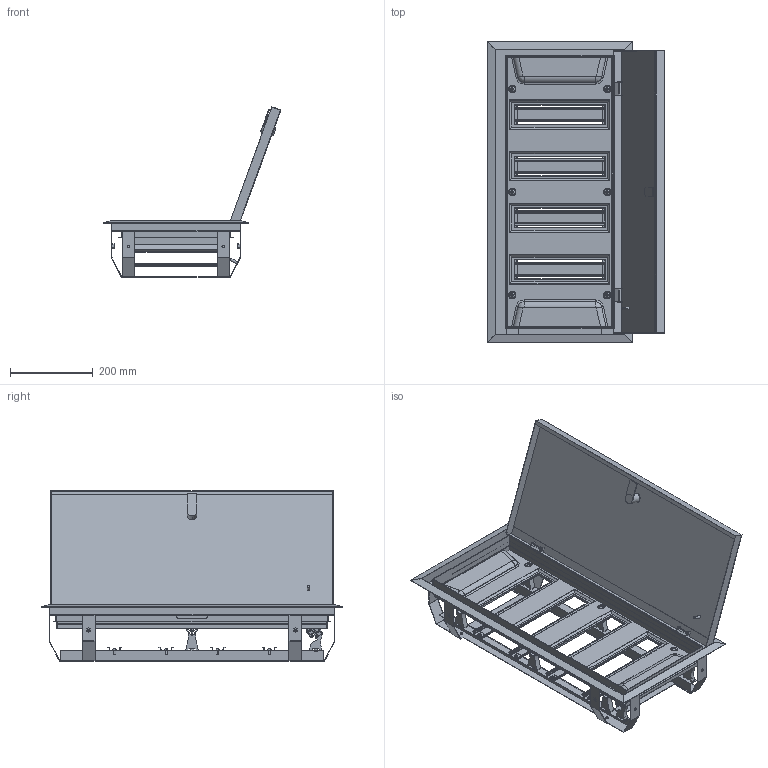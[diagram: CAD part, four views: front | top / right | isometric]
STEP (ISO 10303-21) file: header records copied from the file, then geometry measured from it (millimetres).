
FILE_DESCRIPTION (( 'STEP AP214' ), '1' );
FILE_NAME ('ShRV-48_Universal.STEP', '2016-10-11T07:16:40', ( 'user' ), ( '' ), 'SwSTEP 2.0', 'SolidWorks 2014', '' );
FILE_SCHEMA (( 'AUTOMOTIVE_DESIGN' ));
Length unit declared in the file: millimetre
Products named in the file (11): SC GOST 17473_gost_‚¨­â A.M5x10 ƒŽ‘’ 17473-80; Panel_ShRN-48; Stoika pan; Dver_Universal_48; Klipsa; Panel_48; Obolochka_Universal_48; DIN-Reika_18 ｢箘ｬ箘｢; Support; Stoika Shin_‘â®©ª  ¤«ï è¨­; ShRV-48_Universal
Assembly tree (32 placements, depth 3):
  ShRV-48_Universal
    Obolochka_Universal_48
    Dver_Universal_48
    DIN-Reika_18 ｢箘ｬ箘｢  x4
    Panel_48
      Panel_ShRN-48
      Klipsa  x6
      Stoika pan  x6
    SC GOST 17473_gost_‚¨­â A.M5x10 ƒŽ‘’ 17473-80  x8
    Stoika Shin_‘â®©ª  ¤«ï è¨­  x2
    Support  x2
Bounding box: 430.21 x 730 x 413.15 mm (x, y, z)
Volume: 1079385.3 mm3; surface area: 1781389.9 mm2
Topology: 35 solids, 35 shells, 2019 faces, 5124 edges, 3176 vertices
Faces by surface type: plane 1109, cylinder 452, bspline 212, torus 116, sphere 76, cone 54
Entity records: 29697 total; most frequent: CARTESIAN_POINT 6322, ORIENTED_EDGE 4790, DIRECTION 4616, EDGE_CURVE 2395, VECTOR 1690, LINE 1690, VERTEX_POINT 1543, AXIS2_PLACEMENT_3D 1463
